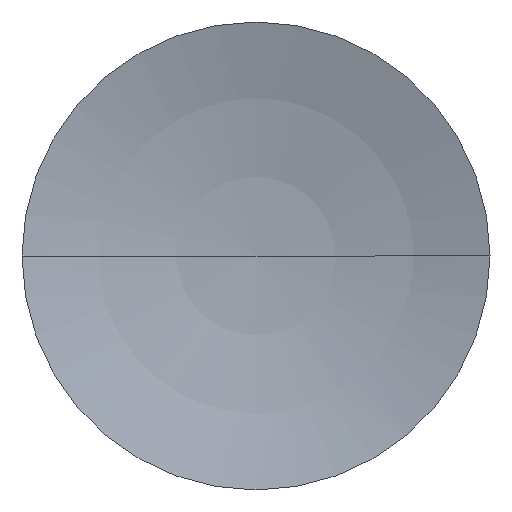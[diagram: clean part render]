
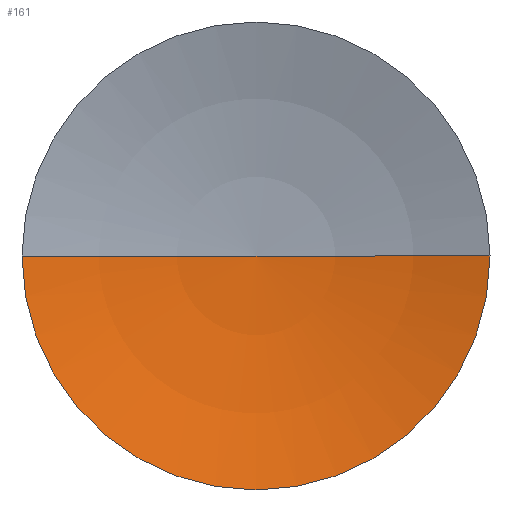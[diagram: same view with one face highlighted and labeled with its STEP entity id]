
A CAD part, left-side view. The second image highlights one B-rep face of the part: STEP entity #161.
In plain terms, the highlighted toroidal (fillet/blend) face has major radius 0.016 mm and minor radius 10.33 mm.
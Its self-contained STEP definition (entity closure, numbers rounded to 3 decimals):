
#3 = DIRECTION ( 'NONE',  ( 1., 0., 0. ) ) ;
#5 = DIRECTION ( 'NONE',  ( 0., 1., 0. ) ) ;
#11 = DIRECTION ( 'NONE',  ( 1., 0., 0. ) ) ;
#19 = ORIENTED_EDGE ( 'NONE', *, *, #35, .F. ) ;
#23 = DIRECTION ( 'NONE',  ( 0., 1., 0. ) ) ;
#31 = ORIENTED_EDGE ( 'NONE', *, *, #97, .T. ) ;
#32 = AXIS2_PLACEMENT_3D ( 'NONE', #136, #3, #5 ) ;
#35 = EDGE_CURVE ( 'NONE', #55, #92, #199, .T. ) ;
#38 = CARTESIAN_POINT ( 'NONE',  ( -11.83, -0.016, 0. ) ) ;
#41 = FACE_OUTER_BOUND ( 'NONE', #46, .T. ) ;
#42 = VERTEX_POINT ( 'NONE', #152 ) ;
#44 = AXIS2_PLACEMENT_3D ( 'NONE', #118, #104, #183 ) ;
#46 = EDGE_LOOP ( 'NONE', ( #19, #31, #137 ) ) ;
#50 = DIRECTION ( 'NONE',  ( 0., 0., -1. ) ) ;
#55 = VERTEX_POINT ( 'NONE', #60 ) ;
#56 = AXIS2_PLACEMENT_3D ( 'NONE', #38, #50, #81 ) ;
#57 = CARTESIAN_POINT ( 'NONE',  ( -1.95, 3., 0. ) ) ;
#60 = CARTESIAN_POINT ( 'NONE',  ( -1.95, -3., 0. ) ) ;
#81 = DIRECTION ( 'NONE',  ( -1., 0., 0. ) ) ;
#92 = VERTEX_POINT ( 'NONE', #57 ) ;
#97 = EDGE_CURVE ( 'NONE', #55, #42, #138, .T. ) ;
#104 = DIRECTION ( 'NONE',  ( 0., 0., 1. ) ) ;
#118 = CARTESIAN_POINT ( 'NONE',  ( -11.83, 0.016, 0. ) ) ;
#126 = CARTESIAN_POINT ( 'NONE',  ( -11.83, 0., 0. ) ) ;
#131 = TOROIDAL_SURFACE ( 'NONE', #189, -0.016, 10.33 ) ;
#136 = CARTESIAN_POINT ( 'NONE',  ( -1.95, 0., 0. ) ) ;
#137 = ORIENTED_EDGE ( 'NONE', *, *, #198, .F. ) ;
#138 = CIRCLE ( 'NONE', #44, 10.33 ) ;
#152 = CARTESIAN_POINT ( 'NONE',  ( -1.5, 0., 0. ) ) ;
#159 = CIRCLE ( 'NONE', #56, 10.33 ) ;
#161 = ADVANCED_FACE ( 'NONE', ( #41 ), #131, .F. ) ;
#183 = DIRECTION ( 'NONE',  ( 0., -1., 0. ) ) ;
#189 = AXIS2_PLACEMENT_3D ( 'NONE', #126, #11, #23 ) ;
#198 = EDGE_CURVE ( 'NONE', #92, #42, #159, .T. ) ;
#199 = CIRCLE ( 'NONE', #32, 3. ) ;
